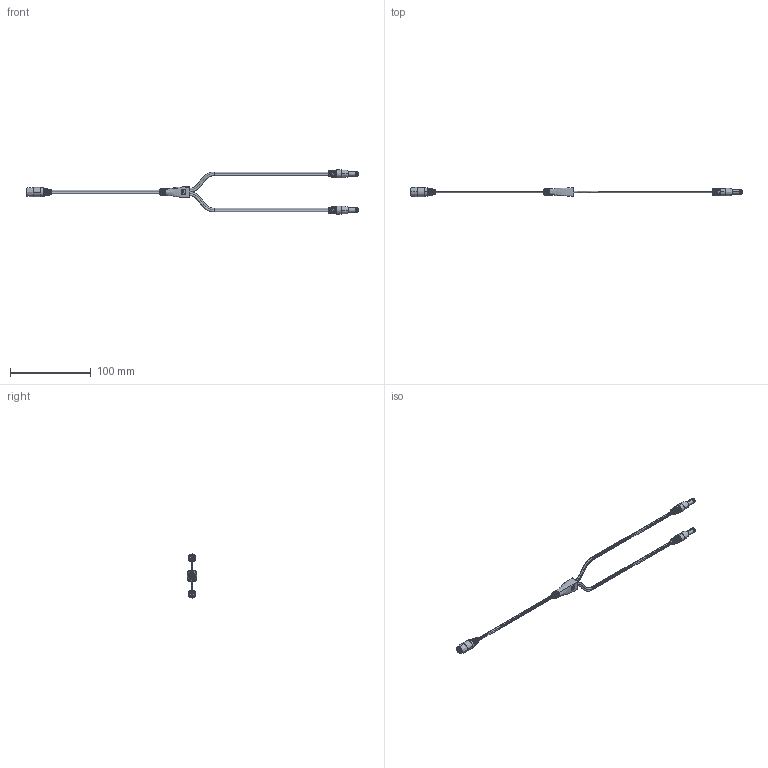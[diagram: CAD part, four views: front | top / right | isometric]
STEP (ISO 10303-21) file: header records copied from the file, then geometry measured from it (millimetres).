
FILE_DESCRIPTION (( 'STEP AP203' ), '1' );
FILE_NAME ('10-02725_revA.STEP', '2018-04-17T15:44:38', ( '' ), ( '' ), 'SwSTEP 2.0', 'SolidWorks 2015', '' );
FILE_SCHEMA (( 'CONFIG_CONTROL_DESIGN' ));
Length unit declared in the file: millimetre
Products named in the file (14): 24-00003; 10-02725_revA; 30-00007_blunt cut; 50-00027; 50-00026 shell; 50-00027 contact; 50-00027 shell; 50-00027 pin; 50-00026; 24-00004; 50-00027 insulator; 50-00026 insulator; 50-00026 contact; 24-00195_30-00007
Assembly tree (17 placements, depth 3):
  10-02725_revA
    30-00007_blunt cut  x3
    24-00004
    24-00003  x2
    50-00027
      50-00027 shell
      50-00027 insulator
      50-00027 pin
      50-00027 contact
    50-00026  x2
      50-00026 shell
      50-00026 contact
      50-00026 insulator
    24-00195_30-00007
Bounding box: 410.24 x 11.4 x 54.41 mm (x, y, z)
Volume: 12574.3 mm3; surface area: 54285.4 mm2
Topology: 289 solids, 289 shells, 2712 faces, 6166 edges, 4049 vertices
Faces by surface type: cylinder 1237, plane 930, bspline 388, torus 92, cone 65
Entity records: 49457 total; most frequent: CARTESIAN_POINT 18970, ORIENTED_EDGE 6176, DIRECTION 5613, EDGE_CURVE 3088, AXIS2_PLACEMENT_3D 2352, VERTEX_POINT 2010, EDGE_LOOP 1512, CIRCLE 1297
